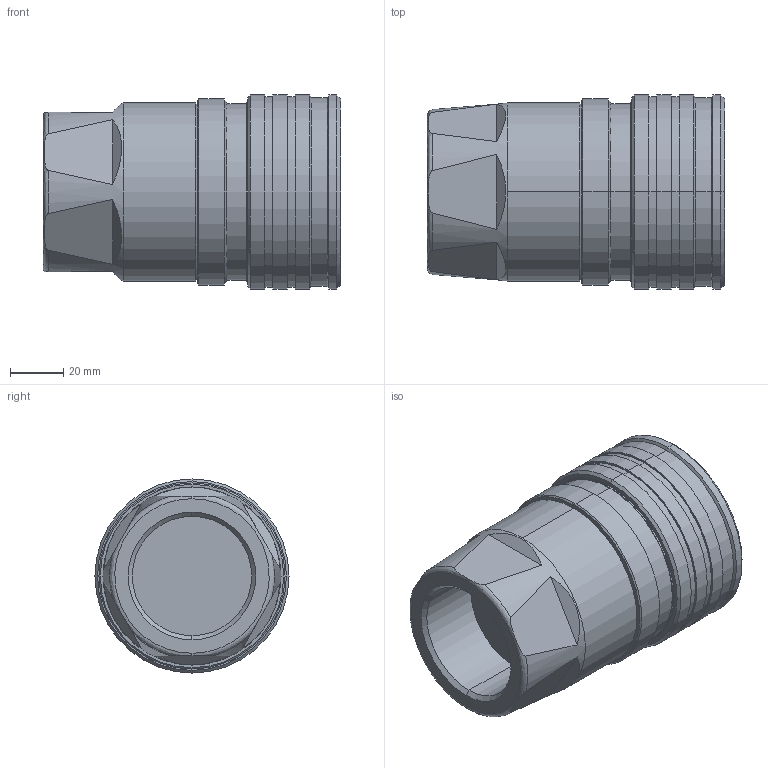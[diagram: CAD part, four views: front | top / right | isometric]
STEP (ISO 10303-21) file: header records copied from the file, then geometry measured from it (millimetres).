
FILE_DESCRIPTION (( 'STEP AP214' ), '1' );
FILE_NAME ('15010 MV.STEP', '2015-09-04T07:41:16', ( 'admin' ), ( 'Microsoft' ), 'SwSTEP 2.0', 'SolidWorks 2009', '' );
FILE_SCHEMA (( 'AUTOMOTIVE_DESIGN' ));
Length unit declared in the file: millimetre
Products named in the file (1): 15010 MV
Bounding box: 111.8 x 73 x 73 mm (x, y, z)
Volume: 267566.1 mm3; surface area: 52841.5 mm2
Topology: 1 solids, 1 shells, 137 faces, 294 edges, 177 vertices
Faces by surface type: cylinder 46, cone 46, plane 33, bspline 12
Entity records: 4967 total; most frequent: CARTESIAN_POINT 1513, DIRECTION 670, ORIENTED_EDGE 584, EDGE_CURVE 292, AXIS2_PLACEMENT_3D 286, VERTEX_POINT 177, CIRCLE 160, EDGE_LOOP 157
